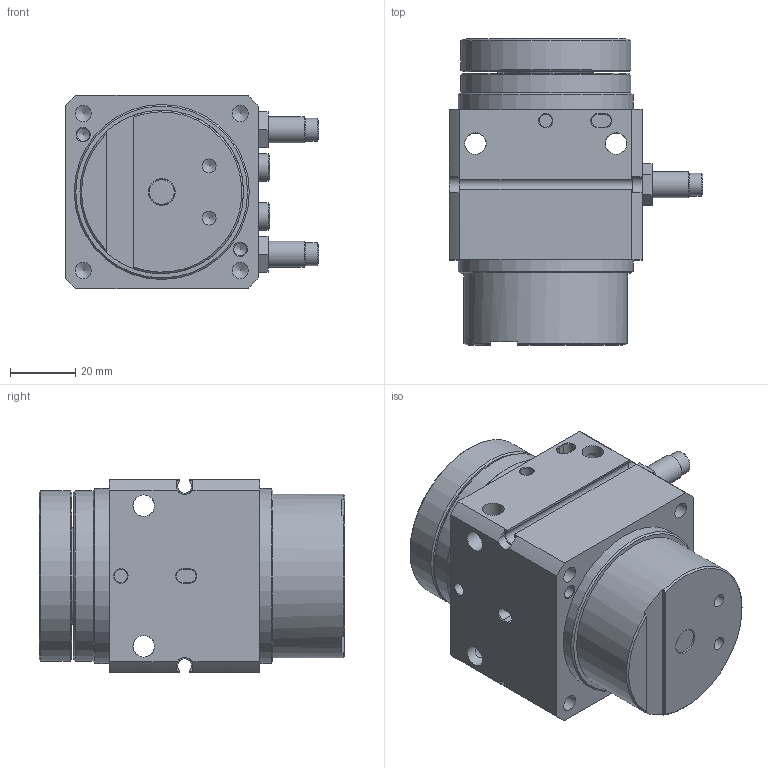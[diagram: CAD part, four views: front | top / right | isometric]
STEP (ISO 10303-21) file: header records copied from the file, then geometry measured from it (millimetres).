
FILE_DESCRIPTION(/* description */ (''),/* implementation_level */ '2;1');
FILE_NAME(/* name */ 'ARP 20 CA RO.STEP',/* time_stamp */ '2019-11-06T14:47:46+01:00',/* author */ ('Emilio'),/* organization */ (''),/* preprocessor_version */ 'ST-DEVELOPER v17',/* originating_system */ 'Autodesk Inventor 2019',/* authorisation */ '');
FILE_SCHEMA (('AUTOMOTIVE_DESIGN { 1 0 10303 214 3 1 1 }'));
Length unit declared in the file: millimetre
Products named in the file (3): ARP 20 CA RO; Corpo; Rotore
Assembly tree (2 placements, depth 2):
  ARP 20 CA RO
    Corpo
    Rotore
Bounding box: 77.5 x 93.5 x 59 mm (x, y, z)
Volume: 186047.7 mm3; surface area: 50876 mm2
Topology: 2 solids, 2 shells, 218 faces, 654 edges, 455 vertices
Faces by surface type: plane 85, cylinder 83, cone 49, torus 1
Full cylindrical faces by diameter (mm): 3 x1, 4 x7, 4.2 x12, 5 x8, 6.6 x12, 7 x2, 8 x3, 8.2 x1, 8.5 x2, 10 x1, 12.2 x1, 16 x1, 25 x1, 29 x1, 30 x1, 33.5 x1, 37 x1, 50 x1, 52 x2, 53.5 x2
Entity records: 7928 total; most frequent: CARTESIAN_POINT 1563, DIRECTION 1406, ORIENTED_EDGE 1284, EDGE_CURVE 642, AXIS2_PLACEMENT_3D 573, VERTEX_POINT 455, CIRCLE 318, EDGE_LOOP 287
